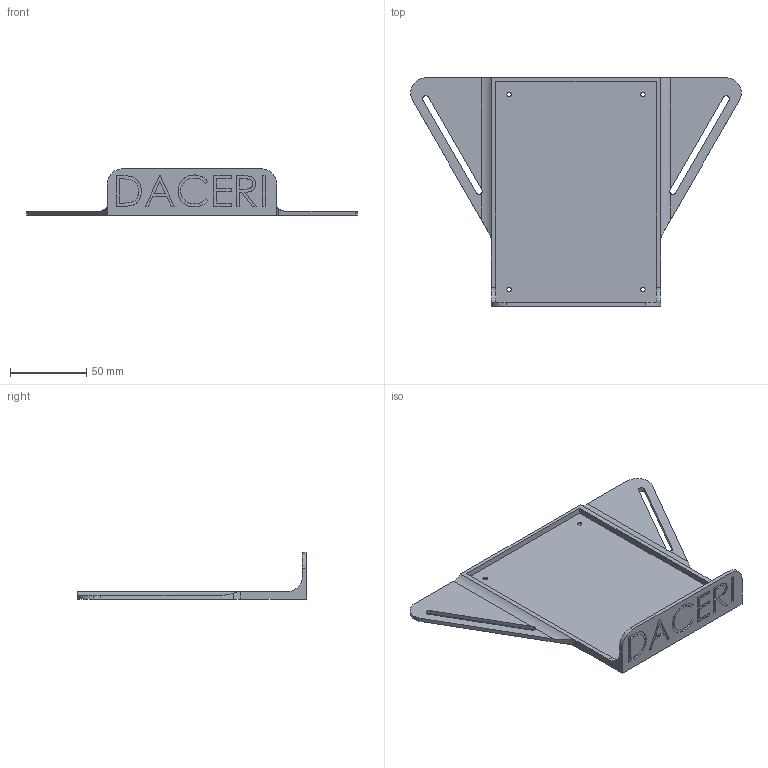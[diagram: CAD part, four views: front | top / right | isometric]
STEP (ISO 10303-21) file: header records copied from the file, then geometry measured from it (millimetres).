
FILE_DESCRIPTION (( 'STEP AP214' ), '1' );
FILE_NAME ('RevHubMount.STEP', '2025-07-14T14:14:15', ( '' ), ( '' ), 'SwSTEP 2.0', 'SolidWorks 2024', '' );
FILE_SCHEMA (( 'AUTOMOTIVE_DESIGN' ));
Length unit declared in the file: millimetre
Products named in the file (1): RevHubMount
Bounding box: 217.36 x 150.09 x 30.5 mm (x, y, z)
Volume: 43690.3 mm3; surface area: 56174.4 mm2
Topology: 1 solids, 1 shells, 121 faces, 334 edges, 222 vertices
Faces by surface type: plane 75, cylinder 25, bspline 21
Entity records: 5133 total; most frequent: CARTESIAN_POINT 2116, ORIENTED_EDGE 668, DIRECTION 530, EDGE_CURVE 334, VECTOR 238, LINE 238, VERTEX_POINT 222, AXIS2_PLACEMENT_3D 146
